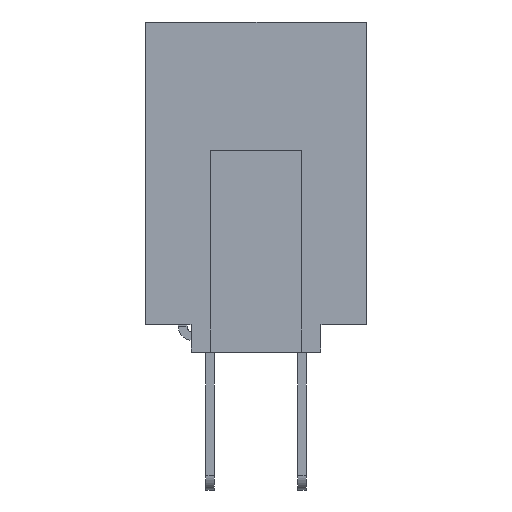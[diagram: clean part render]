
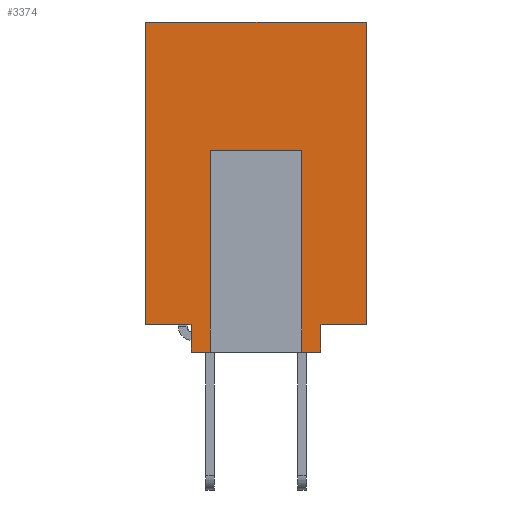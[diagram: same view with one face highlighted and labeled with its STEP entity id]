
A CAD part, left-side view. The second image highlights one B-rep face of the part: STEP entity #3374.
In plain terms, the highlighted planar face has unit normal (-1, 0, 0).
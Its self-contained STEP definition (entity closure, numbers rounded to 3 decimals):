
#437=CARTESIAN_POINT('',(-3.365,0.9,-4.57));
#438=VERTEX_POINT('',#437);
#439=CARTESIAN_POINT('',(-3.365,0.9,-4.19));
#440=VERTEX_POINT('',#439);
#441=CARTESIAN_POINT('',(-3.365,0.9,-4.57));
#442=DIRECTION('',(0.,0.,1.));
#443=VECTOR('',#442,0.38);
#444=LINE('',#441,#443);
#445=EDGE_CURVE('',#438,#440,#444,.T.);
#588=CARTESIAN_POINT('',(-3.365,-0.9,-4.19));
#589=VERTEX_POINT('',#588);
#590=CARTESIAN_POINT('',(-3.365,-0.9,-4.57));
#591=VERTEX_POINT('',#590);
#592=CARTESIAN_POINT('',(-3.365,-0.9,-4.19));
#593=DIRECTION('',(0.,0.,-1.));
#594=VECTOR('',#593,0.38);
#595=LINE('',#592,#594);
#596=EDGE_CURVE('',#589,#591,#595,.T.);
#3289=CARTESIAN_POINT('',(-3.365,0.,-2.285));
#3290=DIRECTION('',(0.,-1.,0.));
#3291=DIRECTION('',(-1.,0.,0.));
#3292=AXIS2_PLACEMENT_3D('',#3289,#3291,#3290);
#3293=PLANE('',#3292);
#3294=CARTESIAN_POINT('',(-3.365,1.525,0.));
#3295=VERTEX_POINT('',#3294);
#3296=CARTESIAN_POINT('',(-3.365,1.525,-4.19));
#3297=VERTEX_POINT('',#3296);
#3298=CARTESIAN_POINT('',(-3.365,1.525,0.));
#3299=DIRECTION('',(0.,0.,-1.));
#3300=VECTOR('',#3299,4.19);
#3301=LINE('',#3298,#3300);
#3302=EDGE_CURVE('',#3295,#3297,#3301,.T.);
#3303=ORIENTED_EDGE('',*,*,#3302,.T.);
#3304=CARTESIAN_POINT('',(-3.365,1.525,-4.19));
#3305=DIRECTION('',(0.,-1.,0.));
#3306=VECTOR('',#3305,0.625);
#3307=LINE('',#3304,#3306);
#3308=EDGE_CURVE('',#3297,#440,#3307,.T.);
#3309=ORIENTED_EDGE('',*,*,#3308,.T.);
#3310=ORIENTED_EDGE('',*,*,#445,.F.);
#3311=CARTESIAN_POINT('',(-3.365,0.635,-4.57));
#3312=VERTEX_POINT('',#3311);
#3313=CARTESIAN_POINT('',(-3.365,0.9,-4.57));
#3314=DIRECTION('',(0.,-1.,0.));
#3315=VECTOR('',#3314,0.265);
#3316=LINE('',#3313,#3315);
#3317=EDGE_CURVE('',#438,#3312,#3316,.T.);
#3318=ORIENTED_EDGE('',*,*,#3317,.T.);
#3319=CARTESIAN_POINT('',(-3.365,0.635,-1.78));
#3320=VERTEX_POINT('',#3319);
#3321=CARTESIAN_POINT('',(-3.365,0.635,-4.57));
#3322=DIRECTION('',(0.,0.,1.));
#3323=VECTOR('',#3322,2.79);
#3324=LINE('',#3321,#3323);
#3325=EDGE_CURVE('',#3312,#3320,#3324,.T.);
#3326=ORIENTED_EDGE('',*,*,#3325,.T.);
#3327=CARTESIAN_POINT('',(-3.365,-0.635,-1.78));
#3328=VERTEX_POINT('',#3327);
#3329=CARTESIAN_POINT('',(-3.365,0.635,-1.78));
#3330=DIRECTION('',(0.,-1.,0.));
#3331=VECTOR('',#3330,1.27);
#3332=LINE('',#3329,#3331);
#3333=EDGE_CURVE('',#3320,#3328,#3332,.T.);
#3334=ORIENTED_EDGE('',*,*,#3333,.T.);
#3335=CARTESIAN_POINT('',(-3.365,-0.635,-4.57));
#3336=VERTEX_POINT('',#3335);
#3337=CARTESIAN_POINT('',(-3.365,-0.635,-1.78));
#3338=DIRECTION('',(0.,0.,-1.));
#3339=VECTOR('',#3338,2.79);
#3340=LINE('',#3337,#3339);
#3341=EDGE_CURVE('',#3328,#3336,#3340,.T.);
#3342=ORIENTED_EDGE('',*,*,#3341,.T.);
#3343=CARTESIAN_POINT('',(-3.365,-0.635,-4.57));
#3344=DIRECTION('',(0.,-1.,0.));
#3345=VECTOR('',#3344,0.265);
#3346=LINE('',#3343,#3345);
#3347=EDGE_CURVE('',#3336,#591,#3346,.T.);
#3348=ORIENTED_EDGE('',*,*,#3347,.T.);
#3349=ORIENTED_EDGE('',*,*,#596,.F.);
#3350=CARTESIAN_POINT('',(-3.365,-1.525,-4.19));
#3351=VERTEX_POINT('',#3350);
#3352=CARTESIAN_POINT('',(-3.365,-0.9,-4.19));
#3353=DIRECTION('',(0.,-1.,0.));
#3354=VECTOR('',#3353,0.625);
#3355=LINE('',#3352,#3354);
#3356=EDGE_CURVE('',#589,#3351,#3355,.T.);
#3357=ORIENTED_EDGE('',*,*,#3356,.T.);
#3358=CARTESIAN_POINT('',(-3.365,-1.525,0.));
#3359=VERTEX_POINT('',#3358);
#3360=CARTESIAN_POINT('',(-3.365,-1.525,-4.19));
#3361=DIRECTION('',(0.,0.,1.));
#3362=VECTOR('',#3361,4.19);
#3363=LINE('',#3360,#3362);
#3364=EDGE_CURVE('',#3351,#3359,#3363,.T.);
#3365=ORIENTED_EDGE('',*,*,#3364,.T.);
#3366=CARTESIAN_POINT('',(-3.365,-1.525,0.));
#3367=DIRECTION('',(0.,1.,0.));
#3368=VECTOR('',#3367,3.05);
#3369=LINE('',#3366,#3368);
#3370=EDGE_CURVE('',#3359,#3295,#3369,.T.);
#3371=ORIENTED_EDGE('',*,*,#3370,.T.);
#3372=EDGE_LOOP('',(#3303,#3309,#3310,#3318,#3326,#3334,#3342,#3348,#3349,#3357,#3365,#3371));
#3373=FACE_OUTER_BOUND('',#3372,.T.);
#3374=ADVANCED_FACE('',(#3373),#3293,.T.);
